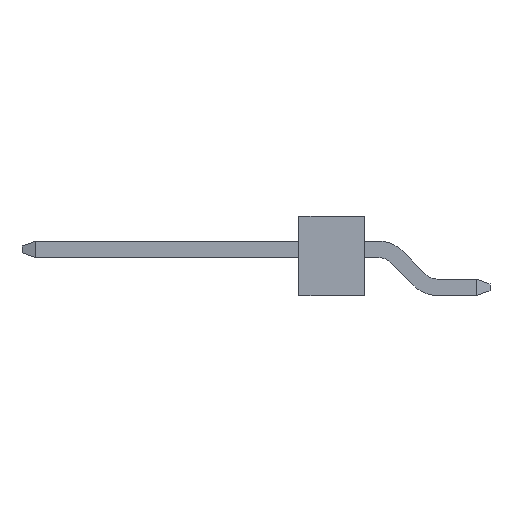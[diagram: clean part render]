
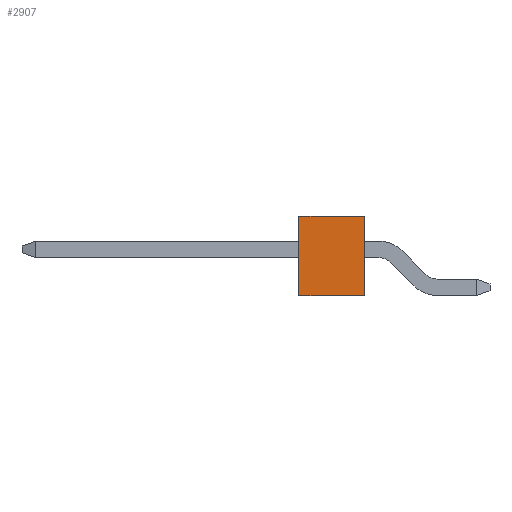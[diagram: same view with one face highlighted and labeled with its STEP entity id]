
A CAD part, left-side view. The second image highlights one B-rep face of the part: STEP entity #2907.
In plain terms, the highlighted face is planar.
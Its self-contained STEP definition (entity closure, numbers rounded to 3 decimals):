
#570 = VERTEX_POINT('',#571);
#571 = CARTESIAN_POINT('',(11.43,-1.524,-1.27));
#577 = EDGE_CURVE('',#578,#570,#580,.T.);
#578 = VERTEX_POINT('',#579);
#579 = CARTESIAN_POINT('',(11.43,-1.524,1.27));
#580 = LINE('',#581,#582);
#581 = CARTESIAN_POINT('',(11.43,-1.524,1.27));
#582 = VECTOR('',#583,1.);
#583 = DIRECTION('',(0.,0.,-1.));
#1027 = EDGE_CURVE('',#578,#1028,#1030,.T.);
#1028 = VERTEX_POINT('',#1029);
#1029 = CARTESIAN_POINT('',(11.43,1.524,1.27));
#1030 = LINE('',#1031,#1032);
#1031 = CARTESIAN_POINT('',(11.43,-1.524,1.27));
#1032 = VECTOR('',#1033,1.);
#1033 = DIRECTION('',(0.,1.,0.));
#2068 = VERTEX_POINT('',#2069);
#2069 = CARTESIAN_POINT('',(11.43,1.524,-1.27));
#2075 = EDGE_CURVE('',#570,#2068,#2076,.T.);
#2076 = LINE('',#2077,#2078);
#2077 = CARTESIAN_POINT('',(11.43,-1.524,-1.27));
#2078 = VECTOR('',#2079,1.);
#2079 = DIRECTION('',(0.,1.,0.));
#2272 = EDGE_CURVE('',#1028,#2068,#2273,.T.);
#2273 = LINE('',#2274,#2275);
#2274 = CARTESIAN_POINT('',(11.43,1.524,1.27));
#2275 = VECTOR('',#2276,1.);
#2276 = DIRECTION('',(0.,0.,-1.));
#2907 = ADVANCED_FACE('',(#2908),#2914,.F.);
#2908 = FACE_BOUND('',#2909,.T.);
#2909 = EDGE_LOOP('',(#2910,#2911,#2912,#2913));
#2910 = ORIENTED_EDGE('',*,*,#2075,.T.);
#2911 = ORIENTED_EDGE('',*,*,#2272,.F.);
#2912 = ORIENTED_EDGE('',*,*,#1027,.F.);
#2913 = ORIENTED_EDGE('',*,*,#577,.T.);
#2914 = PLANE('',#2915);
#2915 = AXIS2_PLACEMENT_3D('',#2916,#2917,#2918);
#2916 = CARTESIAN_POINT('',(11.43,-1.524,1.27));
#2917 = DIRECTION('',(-1.,0.,0.));
#2918 = DIRECTION('',(0.,0.,1.));
